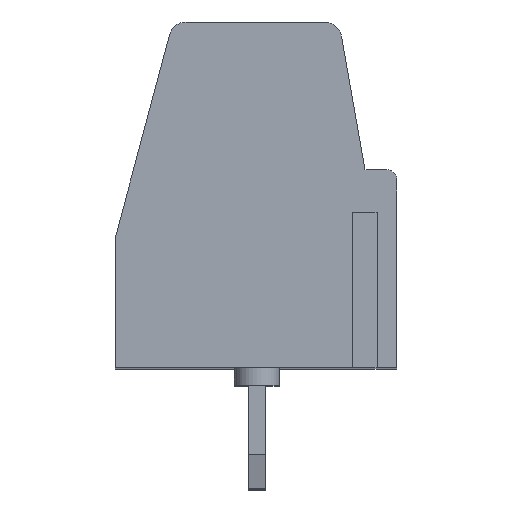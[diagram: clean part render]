
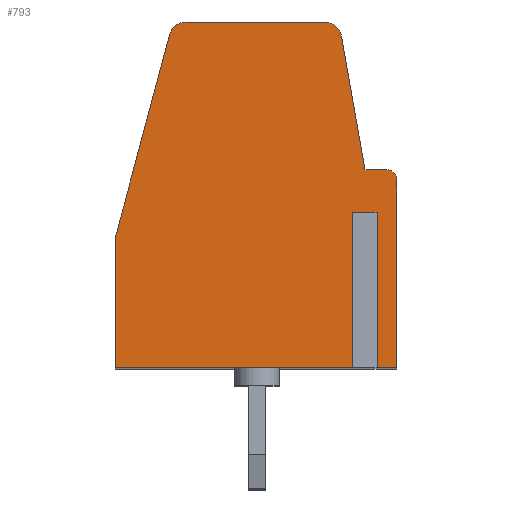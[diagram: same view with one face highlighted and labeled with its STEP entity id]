
A CAD part, top view. The second image highlights one B-rep face of the part: STEP entity #793.
In plain terms, the highlighted planar face has unit normal (0, 0, 1).
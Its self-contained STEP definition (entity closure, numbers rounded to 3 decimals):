
#793 = ADVANCED_FACE('',(#794),#911,.F.);
#794 = FACE_BOUND('',#795,.T.);
#795 = EDGE_LOOP('',(#796,#806,#814,#822,#830,#838,#846,#854,#862,#871,
    #879,#887,#896,#904));
#796 = ORIENTED_EDGE('',*,*,#797,.F.);
#797 = EDGE_CURVE('',#798,#800,#802,.T.);
#798 = VERTEX_POINT('',#799);
#799 = CARTESIAN_POINT('',(-7.577,3.749,-0.57));
#800 = VERTEX_POINT('',#801);
#801 = CARTESIAN_POINT('',(-6.001,9.629,-0.57));
#802 = LINE('',#803,#804);
#803 = CARTESIAN_POINT('',(-12.737,-15.509,-0.57));
#804 = VECTOR('',#805,1.);
#805 = DIRECTION('',(0.259,0.966,0.));
#806 = ORIENTED_EDGE('',*,*,#807,.T.);
#807 = EDGE_CURVE('',#798,#808,#810,.T.);
#808 = VERTEX_POINT('',#809);
#809 = CARTESIAN_POINT('',(-7.577,0.,-0.57));
#810 = LINE('',#811,#812);
#811 = CARTESIAN_POINT('',(-7.577,-15.509,-0.57));
#812 = VECTOR('',#813,1.);
#813 = DIRECTION('',(0.,-1.,0.));
#814 = ORIENTED_EDGE('',*,*,#815,.T.);
#815 = EDGE_CURVE('',#808,#816,#818,.T.);
#816 = VERTEX_POINT('',#817);
#817 = CARTESIAN_POINT('',(-0.564,0.,-0.57));
#818 = LINE('',#819,#820);
#819 = CARTESIAN_POINT('',(-39.331,0.,-0.57));
#820 = VECTOR('',#821,1.);
#821 = DIRECTION('',(1.,0.,0.));
#822 = ORIENTED_EDGE('',*,*,#823,.F.);
#823 = EDGE_CURVE('',#824,#816,#826,.T.);
#824 = VERTEX_POINT('',#825);
#825 = CARTESIAN_POINT('',(-0.564,4.5,-0.57));
#826 = LINE('',#827,#828);
#827 = CARTESIAN_POINT('',(-0.564,-15.509,-0.57));
#828 = VECTOR('',#829,1.);
#829 = DIRECTION('',(0.,-1.,-0.));
#830 = ORIENTED_EDGE('',*,*,#831,.T.);
#831 = EDGE_CURVE('',#824,#832,#834,.T.);
#832 = VERTEX_POINT('',#833);
#833 = CARTESIAN_POINT('',(-0.15,4.5,-0.57));
#834 = LINE('',#835,#836);
#835 = CARTESIAN_POINT('',(-39.331,4.5,-0.57));
#836 = VECTOR('',#837,1.);
#837 = DIRECTION('',(1.,0.,0.));
#838 = ORIENTED_EDGE('',*,*,#839,.F.);
#839 = EDGE_CURVE('',#840,#832,#842,.T.);
#840 = VERTEX_POINT('',#841);
#841 = CARTESIAN_POINT('',(-0.15,0.,-0.57));
#842 = LINE('',#843,#844);
#843 = CARTESIAN_POINT('',(-0.15,-15.509,-0.57));
#844 = VECTOR('',#845,1.);
#845 = DIRECTION('',(0.,1.,0.));
#846 = ORIENTED_EDGE('',*,*,#847,.T.);
#847 = EDGE_CURVE('',#840,#848,#850,.T.);
#848 = VERTEX_POINT('',#849);
#849 = CARTESIAN_POINT('',(0.573,0.,-0.57));
#850 = LINE('',#851,#852);
#851 = CARTESIAN_POINT('',(-39.331,0.,-0.57));
#852 = VECTOR('',#853,1.);
#853 = DIRECTION('',(1.,0.,0.));
#854 = ORIENTED_EDGE('',*,*,#855,.T.);
#855 = EDGE_CURVE('',#848,#856,#858,.T.);
#856 = VERTEX_POINT('',#857);
#857 = CARTESIAN_POINT('',(0.573,5.43,-0.57));
#858 = LINE('',#859,#860);
#859 = CARTESIAN_POINT('',(0.573,-15.509,-0.57));
#860 = VECTOR('',#861,1.);
#861 = DIRECTION('',(0.,1.,0.));
#862 = ORIENTED_EDGE('',*,*,#863,.F.);
#863 = EDGE_CURVE('',#864,#856,#866,.T.);
#864 = VERTEX_POINT('',#865);
#865 = CARTESIAN_POINT('',(0.273,5.73,-0.57));
#866 = CIRCLE('',#867,0.3);
#867 = AXIS2_PLACEMENT_3D('',#868,#869,#870);
#868 = CARTESIAN_POINT('',(0.273,5.43,-0.57));
#869 = DIRECTION('',(0.,0.,-1.));
#870 = DIRECTION('',(-1.,0.,0.));
#871 = ORIENTED_EDGE('',*,*,#872,.T.);
#872 = EDGE_CURVE('',#864,#873,#875,.T.);
#873 = VERTEX_POINT('',#874);
#874 = CARTESIAN_POINT('',(-0.349,5.73,-0.57));
#875 = LINE('',#876,#877);
#876 = CARTESIAN_POINT('',(-39.331,5.73,-0.57));
#877 = VECTOR('',#878,1.);
#878 = DIRECTION('',(-1.,0.,0.));
#879 = ORIENTED_EDGE('',*,*,#880,.T.);
#880 = EDGE_CURVE('',#873,#881,#883,.T.);
#881 = VERTEX_POINT('',#882);
#882 = CARTESIAN_POINT('',(-1.029,9.587,-0.57));
#883 = LINE('',#884,#885);
#884 = CARTESIAN_POINT('',(3.396,-15.509,-0.57));
#885 = VECTOR('',#886,1.);
#886 = DIRECTION('',(-0.174,0.985,0.)
  );
#887 = ORIENTED_EDGE('',*,*,#888,.F.);
#888 = EDGE_CURVE('',#889,#881,#891,.T.);
#889 = VERTEX_POINT('',#890);
#890 = CARTESIAN_POINT('',(-1.522,10.,-0.57));
#891 = CIRCLE('',#892,0.5);
#892 = AXIS2_PLACEMENT_3D('',#893,#894,#895);
#893 = CARTESIAN_POINT('',(-1.522,9.5,-0.57));
#894 = DIRECTION('',(0.,0.,-1.));
#895 = DIRECTION('',(-1.,0.,0.));
#896 = ORIENTED_EDGE('',*,*,#897,.T.);
#897 = EDGE_CURVE('',#889,#898,#900,.T.);
#898 = VERTEX_POINT('',#899);
#899 = CARTESIAN_POINT('',(-5.518,10.,-0.57));
#900 = LINE('',#901,#902);
#901 = CARTESIAN_POINT('',(-39.331,10.,-0.57));
#902 = VECTOR('',#903,1.);
#903 = DIRECTION('',(-1.,0.,0.));
#904 = ORIENTED_EDGE('',*,*,#905,.F.);
#905 = EDGE_CURVE('',#800,#898,#906,.T.);
#906 = CIRCLE('',#907,0.5);
#907 = AXIS2_PLACEMENT_3D('',#908,#909,#910);
#908 = CARTESIAN_POINT('',(-5.518,9.5,-0.57));
#909 = DIRECTION('',(0.,0.,-1.));
#910 = DIRECTION('',(-1.,0.,0.));
#911 = PLANE('',#912);
#912 = AXIS2_PLACEMENT_3D('',#913,#914,#915);
#913 = CARTESIAN_POINT('',(-39.331,-15.509,-0.57));
#914 = DIRECTION('',(0.,0.,-1.));
#915 = DIRECTION('',(-1.,0.,0.));
